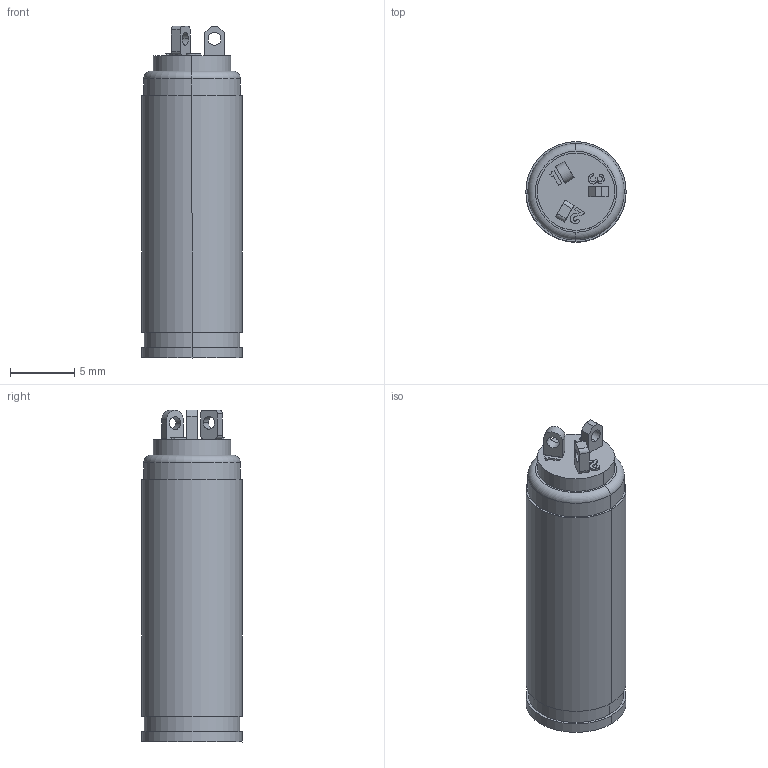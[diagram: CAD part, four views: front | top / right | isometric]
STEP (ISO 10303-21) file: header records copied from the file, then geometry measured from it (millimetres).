
FILE_DESCRIPTION (( 'STEP AP203' ), '1' );
FILE_NAME ('50-00949.STEP', '2020-05-19T22:08:07', ( '' ), ( '' ), 'SwSTEP 2.0', 'SolidWorks 2015', '' );
FILE_SCHEMA (( 'CONFIG_CONTROL_DESIGN' ));
Length unit declared in the file: millimetre
Products named in the file (7): 50-00949_sleeve contact; 50-00949_shell; 50-00949_insulator; 50-00949_tip contact; 50-00949_ring1 contact; 50-00949_ring2 contact; 50-00949
Assembly tree (6 placements, depth 2):
  50-00949
    50-00949_shell
    50-00949_sleeve contact
    50-00949_tip contact
    50-00949_ring1 contact
    50-00949_ring2 contact
    50-00949_insulator
Bounding box: 7.8 x 7.8 x 25.8 mm (x, y, z)
Volume: 830.5 mm3; surface area: 2506.3 mm2
Topology: 6 solids, 6 shells, 357 faces, 1004 edges, 666 vertices
Faces by surface type: cylinder 159, plane 153, bspline 37, torus 6, cone 2
Entity records: 13557 total; most frequent: CARTESIAN_POINT 3505, ORIENTED_EDGE 2008, DIRECTION 1914, EDGE_CURVE 1004, VERTEX_POINT 666, AXIS2_PLACEMENT_3D 659, LINE 596, VECTOR 596
